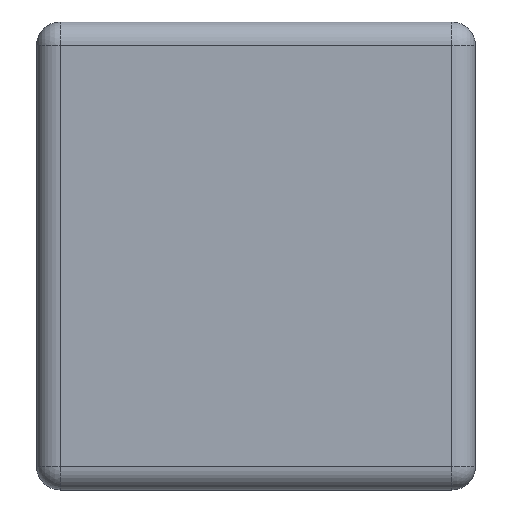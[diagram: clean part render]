
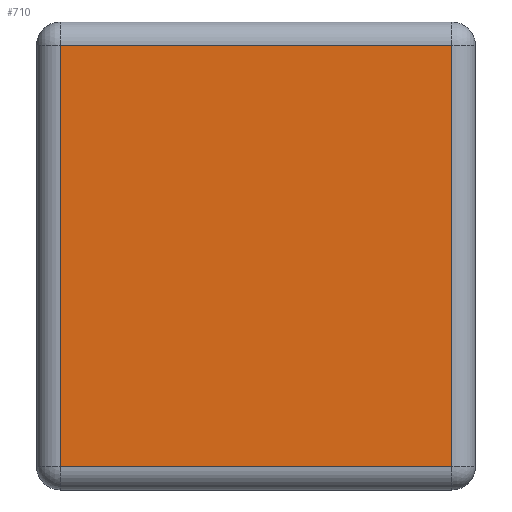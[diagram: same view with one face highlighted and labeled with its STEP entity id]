
A CAD part, left-side view. The second image highlights one B-rep face of the part: STEP entity #710.
In plain terms, the highlighted planar face has unit normal (-1, 0, 0).
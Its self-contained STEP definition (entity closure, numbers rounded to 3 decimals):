
#24 = ORIENTED_EDGE ( 'NONE', *, *, #754, .T. ) ;
#56 = LINE ( 'NONE', #176, #1185 ) ;
#100 = VECTOR ( 'NONE', #535, 1000. ) ;
#124 = CARTESIAN_POINT ( 'NONE',  ( -0.8, 0.75, -0.4 ) ) ;
#125 = LINE ( 'NONE', #512, #503 ) ;
#171 = CARTESIAN_POINT ( 'NONE',  ( -0.8, 0.71, -0.36 ) ) ;
#176 = CARTESIAN_POINT ( 'NONE',  ( -0.8, 0.04, -0.4 ) ) ;
#187 = VERTEX_POINT ( 'NONE', #460 ) ;
#199 = LINE ( 'NONE', #1108, #1104 ) ;
#206 = VERTEX_POINT ( 'NONE', #1268 ) ;
#210 = DIRECTION ( 'NONE',  ( 0., 0., -1. ) ) ;
#248 = VERTEX_POINT ( 'NONE', #473 ) ;
#293 = ORIENTED_EDGE ( 'NONE', *, *, #481, .T. ) ;
#327 = CARTESIAN_POINT ( 'NONE',  ( -0.8, 0.75, 0.36 ) ) ;
#332 = ORIENTED_EDGE ( 'NONE', *, *, #1220, .T. ) ;
#442 = EDGE_LOOP ( 'NONE', ( #293, #24, #697, #332 ) ) ;
#460 = CARTESIAN_POINT ( 'NONE',  ( -0.8, 0.04, 0.36 ) ) ;
#473 = CARTESIAN_POINT ( 'NONE',  ( -0.8, 0.04, -0.36 ) ) ;
#481 = EDGE_CURVE ( 'NONE', #206, #916, #199, .T. ) ;
#503 = VECTOR ( 'NONE', #604, 1000. ) ;
#512 = CARTESIAN_POINT ( 'NONE',  ( -0.8, 0.75, -0.36 ) ) ;
#535 = DIRECTION ( 'NONE',  ( 0., 1., 0. ) ) ;
#604 = DIRECTION ( 'NONE',  ( 0., -1., 0. ) ) ;
#697 = ORIENTED_EDGE ( 'NONE', *, *, #1086, .T. ) ;
#710 = ADVANCED_FACE ( 'NONE', ( #898 ), #1018, .F. ) ;
#754 = EDGE_CURVE ( 'NONE', #916, #248, #125, .T. ) ;
#761 = DIRECTION ( 'NONE',  ( 0., 0., 1. ) ) ;
#832 = DIRECTION ( 'NONE',  ( 1., 0., 0. ) ) ;
#898 = FACE_OUTER_BOUND ( 'NONE', #442, .T. ) ;
#916 = VERTEX_POINT ( 'NONE', #171 ) ;
#1007 = AXIS2_PLACEMENT_3D ( 'NONE', #124, #832, #210 ) ;
#1018 = PLANE ( 'NONE',  #1007 ) ;
#1086 = EDGE_CURVE ( 'NONE', #248, #187, #56, .T. ) ;
#1104 = VECTOR ( 'NONE', #1204, 1000. ) ;
#1108 = CARTESIAN_POINT ( 'NONE',  ( -0.8, 0.71, -0.4 ) ) ;
#1185 = VECTOR ( 'NONE', #761, 1000. ) ;
#1204 = DIRECTION ( 'NONE',  ( 0., 0., -1. ) ) ;
#1220 = EDGE_CURVE ( 'NONE', #187, #206, #1275, .T. ) ;
#1268 = CARTESIAN_POINT ( 'NONE',  ( -0.8, 0.71, 0.36 ) ) ;
#1275 = LINE ( 'NONE', #327, #100 ) ;
